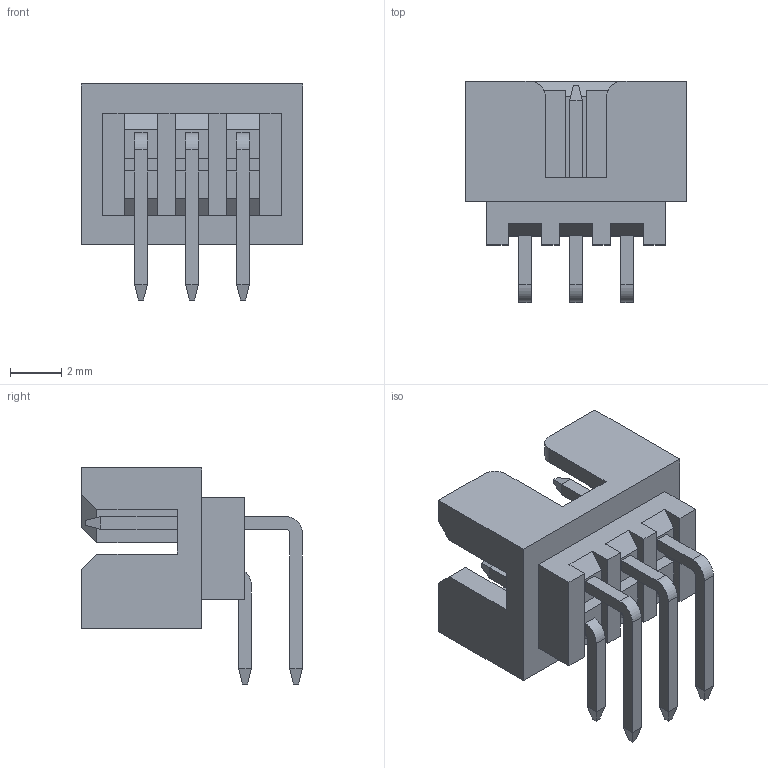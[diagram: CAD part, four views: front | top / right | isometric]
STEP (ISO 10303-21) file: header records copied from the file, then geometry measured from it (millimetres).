
FILE_DESCRIPTION (( 'STEP AP214' ), '1' );
FILE_NAME ('User Library-PCB Header Molex Typ 87833-xx20 (Right Angle).STEP', '2019-03-30T16:45:38', ( '' ), ( '' ), 'SwSTEP 2.0', 'SolidWorks 2019', '' );
FILE_SCHEMA (( 'AUTOMOTIVE_DESIGN' ));
Length unit declared in the file: millimetre
Products named in the file (1): User Library-PCB Header Molex Typ 87833-xx20 (Right Angle)
Bounding box: 8.66 x 8.65 x 8.46 mm (x, y, z)
Volume: 165 mm3; surface area: 481.6 mm2
Topology: 1 solids, 1 shells, 222 faces, 567 edges, 356 vertices
Faces by surface type: plane 208, cylinder 14
Entity records: 7939 total; most frequent: CARTESIAN_POINT 1152, ORIENTED_EDGE 1134, DIRECTION 1039, EDGE_CURVE 567, LINE 537, VECTOR 537, VERTEX_POINT 356, AXIS2_PLACEMENT_3D 251
